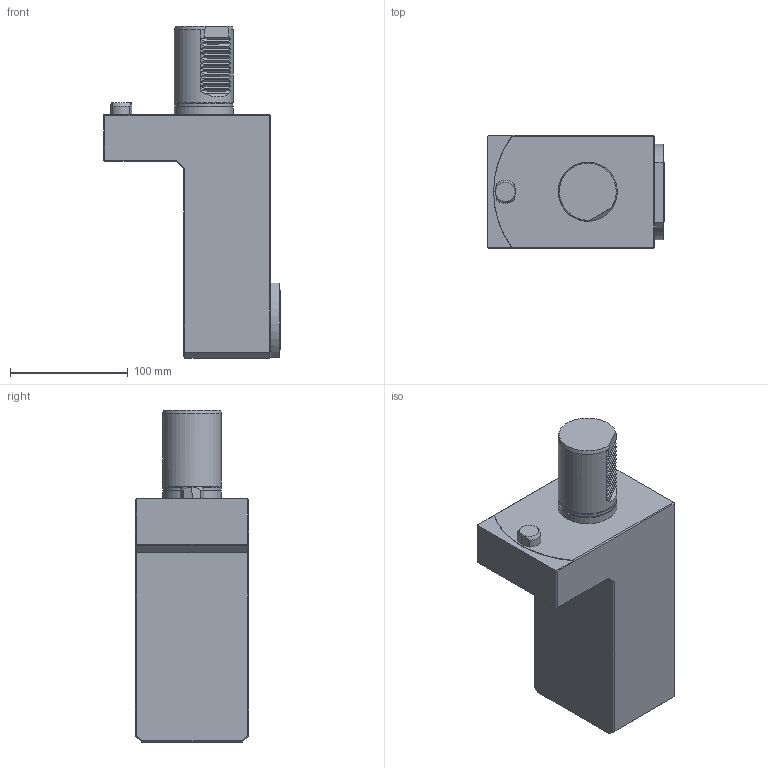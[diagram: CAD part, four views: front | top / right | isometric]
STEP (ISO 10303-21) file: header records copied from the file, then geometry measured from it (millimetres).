
FILE_DESCRIPTION(/* description */ (''),/* implementation_level */ '2;1');
FILE_NAME(/* name */ '1619082153066.stp',/* time_stamp */ '2021-04-22T11:02:40+02:00',/* author */ (''),/* organization */ ('SMS'),/* preprocessor_version */ 'ST-DEVELOPER v16.7',/* originating_system */ 'SIEMENS PLM Software NX 12.0',/* authorisation */ '');
FILE_SCHEMA (('AUTOMOTIVE_DESIGN { 1 0 10303 214 3 1 1 1 }'));
Length unit declared in the file: millimetre
Products named in the file (1): 203502377mod000_00
Bounding box: 150 x 96 x 282 mm (x, y, z)
Volume: 1883924.1 mm3; surface area: 119468.8 mm2
Topology: 1 solids, 1 shells, 120 faces, 291 edges, 183 vertices
Faces by surface type: plane 91, cylinder 22, cone 4, torus 2, bspline 1
Full cylindrical faces by diameter (mm): 3 x1, 49.5 x1, 50 x3
Entity records: 3456 total; most frequent: CARTESIAN_POINT 811, DIRECTION 541, ORIENTED_EDGE 528, EDGE_CURVE 264, AXIS2_PLACEMENT_3D 189, VERTEX_POINT 174, LINE 163, VECTOR 163
